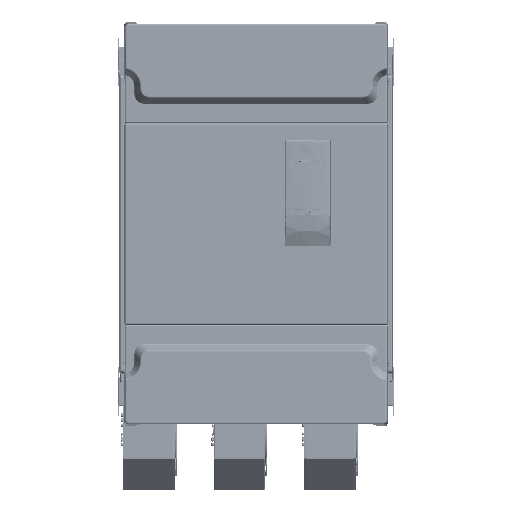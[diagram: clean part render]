
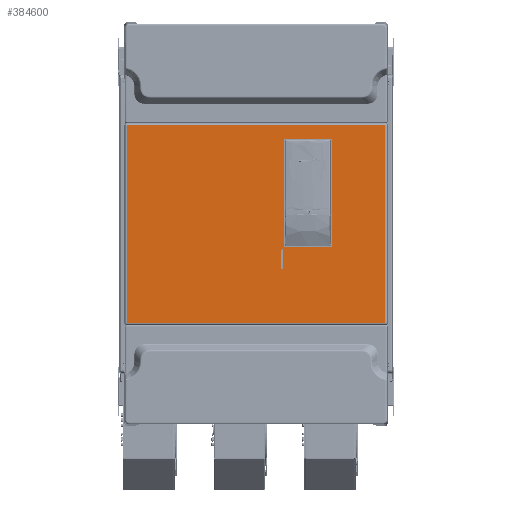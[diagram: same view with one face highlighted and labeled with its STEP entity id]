
A CAD part, top view. The second image highlights one B-rep face of the part: STEP entity #384600.
In plain terms, the highlighted planar face has unit normal (0, 0, 1).
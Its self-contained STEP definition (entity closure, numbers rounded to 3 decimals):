
#371136=DIRECTION('',(1.,0.,0.));
#371137=VECTOR('',#371136,667.471);
#371138=CARTESIAN_POINT('',(-57.527,-254.933,
414.492));
#371139=LINE('',#371138,#371137);
#371150=CARTESIAN_POINT('',(469.308,218.567,
414.492));
#371151=DIRECTION('',(0.,0.,1.));
#371152=DIRECTION('',(1.,0.,0.));
#371153=AXIS2_PLACEMENT_3D('',#371150,#371151,#371152);
#371158=CARTESIAN_POINT('',(349.308,218.567,
414.492));
#371159=DIRECTION('',(0.,0.,1.));
#371160=DIRECTION('',(0.,1.,0.));
#371161=AXIS2_PLACEMENT_3D('',#371158,#371159,#371160);
#371166=CARTESIAN_POINT('',(349.308,-57.433,
414.492));
#371167=DIRECTION('',(0.,0.,1.));
#371168=DIRECTION('',(-1.,0.,0.));
#371169=AXIS2_PLACEMENT_3D('',#371166,#371167,#371168);
#371174=CARTESIAN_POINT('',(469.308,-57.433,
414.492));
#371175=DIRECTION('',(0.,0.,1.));
#371176=DIRECTION('',(0.,-1.,0.));
#371177=AXIS2_PLACEMENT_3D('',#371174,#371175,#371176);
#371182=CARTESIAN_POINT('',(343.842,-114.233,
414.492));
#371183=DIRECTION('',(0.,0.,1.));
#371184=DIRECTION('',(-1.,0.,0.));
#371185=AXIS2_PLACEMENT_3D('',#371182,#371183,#371184);
#371190=CARTESIAN_POINT('',(343.842,-66.233,
414.492));
#371191=DIRECTION('',(0.,0.,1.));
#371192=DIRECTION('',(1.,0.,0.));
#371193=AXIS2_PLACEMENT_3D('',#371190,#371191,#371192);
#371198=DIRECTION('',(-1.,0.,0.));
#371199=VECTOR('',#371198,667.471);
#371200=CARTESIAN_POINT('',(609.944,255.067,
414.492));
#371201=LINE('',#371200,#371199);
#371236=DIRECTION('',(0.,-1.,0.));
#371237=VECTOR('',#371236,510.);
#371238=CARTESIAN_POINT('',(-57.527,255.067,
414.492));
#371239=LINE('',#371238,#371237);
#371298=DIRECTION('',(0.,1.,0.));
#371299=VECTOR('',#371298,510.);
#371300=CARTESIAN_POINT('',(609.944,-254.933,
414.492));
#371301=LINE('',#371300,#371299);
#373588=DIRECTION('',(0.,-1.,0.));
#373589=VECTOR('',#373588,276.);
#373590=CARTESIAN_POINT('',(471.308,218.567,
414.492));
#373591=LINE('',#373590,#373589);
#373616=DIRECTION('',(-1.,0.,0.));
#373617=VECTOR('',#373616,120.);
#373618=CARTESIAN_POINT('',(469.308,-59.433,
414.492));
#373619=LINE('',#373618,#373617);
#373644=DIRECTION('',(0.,1.,0.));
#373645=VECTOR('',#373644,276.);
#373646=CARTESIAN_POINT('',(347.308,-57.433,
414.492));
#373647=LINE('',#373646,#373645);
#373672=DIRECTION('',(1.,0.,0.));
#373673=VECTOR('',#373672,120.);
#373674=CARTESIAN_POINT('',(349.308,220.567,
414.492));
#373675=LINE('',#373674,#373673);
#373686=DIRECTION('',(0.,1.,0.));
#373687=VECTOR('',#373686,48.);
#373688=CARTESIAN_POINT('',(341.842,-114.233,
414.492));
#373689=LINE('',#373688,#373687);
#373714=DIRECTION('',(0.,-1.,0.));
#373715=VECTOR('',#373714,48.);
#373716=CARTESIAN_POINT('',(345.842,-66.233,
414.492));
#373717=LINE('',#373716,#373715);
#377746=CARTESIAN_POINT('',(-57.527,-254.933,
414.492));
#377747=CARTESIAN_POINT('',(609.944,-254.933,
414.492));
#377748=VERTEX_POINT('',#377746);
#377749=VERTEX_POINT('',#377747);
#377750=CARTESIAN_POINT('',(609.944,255.067,
414.492));
#377751=CARTESIAN_POINT('',(-57.527,255.067,
414.492));
#377752=VERTEX_POINT('',#377750);
#377753=VERTEX_POINT('',#377751);
#377754=CARTESIAN_POINT('',(471.308,218.567,
414.492));
#377755=CARTESIAN_POINT('',(469.308,220.567,
414.492));
#377756=VERTEX_POINT('',#377754);
#377757=VERTEX_POINT('',#377755);
#377758=CARTESIAN_POINT('',(349.308,220.567,
414.492));
#377759=VERTEX_POINT('',#377758);
#377760=CARTESIAN_POINT('',(347.308,218.567,
414.492));
#377761=VERTEX_POINT('',#377760);
#377762=CARTESIAN_POINT('',(347.308,-57.433,
414.492));
#377763=VERTEX_POINT('',#377762);
#377764=CARTESIAN_POINT('',(349.308,-59.433,
414.492));
#377765=VERTEX_POINT('',#377764);
#377766=CARTESIAN_POINT('',(469.308,-59.433,
414.492));
#377767=VERTEX_POINT('',#377766);
#377768=CARTESIAN_POINT('',(471.308,-57.433,
414.492));
#377769=VERTEX_POINT('',#377768);
#377770=CARTESIAN_POINT('',(341.842,-114.233,
414.492));
#377771=CARTESIAN_POINT('',(341.842,-66.233,
414.492));
#377772=VERTEX_POINT('',#377770);
#377773=VERTEX_POINT('',#377771);
#377774=CARTESIAN_POINT('',(345.842,-114.233,
414.492));
#377775=VERTEX_POINT('',#377774);
#377776=CARTESIAN_POINT('',(345.842,-66.233,
414.492));
#377777=VERTEX_POINT('',#377776);
#384558=CARTESIAN_POINT('',(-97.792,-285.933,
414.492));
#384559=DIRECTION('',(0.,0.,1.));
#384560=DIRECTION('',(1.,0.,0.));
#384561=AXIS2_PLACEMENT_3D('',#384558,#384559,#384560);
#384562=PLANE('',#384561);
#384564=ORIENTED_EDGE('',*,*,#384563,.F.);
#384566=ORIENTED_EDGE('',*,*,#384565,.F.);
#384567=ORIENTED_EDGE('',*,*,#384541,.F.);
#384569=ORIENTED_EDGE('',*,*,#384568,.F.);
#384570=EDGE_LOOP('',(#384564,#384566,#384567,#384569));
#384571=FACE_OUTER_BOUND('',#384570,.F.);
#384573=ORIENTED_EDGE('',*,*,#384572,.T.);
#384575=ORIENTED_EDGE('',*,*,#384574,.F.);
#384577=ORIENTED_EDGE('',*,*,#384576,.T.);
#384579=ORIENTED_EDGE('',*,*,#384578,.F.);
#384581=ORIENTED_EDGE('',*,*,#384580,.T.);
#384583=ORIENTED_EDGE('',*,*,#384582,.F.);
#384585=ORIENTED_EDGE('',*,*,#384584,.T.);
#384587=ORIENTED_EDGE('',*,*,#384586,.F.);
#384588=EDGE_LOOP('',(#384573,#384575,#384577,#384579,#384581,#384583,#384585,
#384587));
#384589=FACE_BOUND('',#384588,.F.);
#384591=ORIENTED_EDGE('',*,*,#384590,.F.);
#384593=ORIENTED_EDGE('',*,*,#384592,.T.);
#384595=ORIENTED_EDGE('',*,*,#384594,.F.);
#384597=ORIENTED_EDGE('',*,*,#384596,.T.);
#384598=EDGE_LOOP('',(#384591,#384593,#384595,#384597));
#384599=FACE_BOUND('',#384598,.F.);
#384600=ADVANCED_FACE('',(#384571,#384589,#384599),#384562,.T.);
#371154=CIRCLE('',#371153,2.);
#371162=CIRCLE('',#371161,2.);
#371170=CIRCLE('',#371169,2.);
#371178=CIRCLE('',#371177,2.);
#371186=CIRCLE('',#371185,2.);
#371194=CIRCLE('',#371193,2.);
#384541=EDGE_CURVE('',#377748,#377749,#371139,.T.);
#384563=EDGE_CURVE('',#377752,#377753,#371201,.T.);
#384565=EDGE_CURVE('',#377749,#377752,#371301,.T.);
#384568=EDGE_CURVE('',#377753,#377748,#371239,.T.);
#384572=EDGE_CURVE('',#377756,#377757,#371154,.T.);
#384574=EDGE_CURVE('',#377759,#377757,#373675,.T.);
#384576=EDGE_CURVE('',#377759,#377761,#371162,.T.);
#384578=EDGE_CURVE('',#377763,#377761,#373647,.T.);
#384580=EDGE_CURVE('',#377763,#377765,#371170,.T.);
#384582=EDGE_CURVE('',#377767,#377765,#373619,.T.);
#384584=EDGE_CURVE('',#377767,#377769,#371178,.T.);
#384586=EDGE_CURVE('',#377756,#377769,#373591,.T.);
#384590=EDGE_CURVE('',#377772,#377773,#373689,.T.);
#384592=EDGE_CURVE('',#377772,#377775,#371186,.T.);
#384594=EDGE_CURVE('',#377777,#377775,#373717,.T.);
#384596=EDGE_CURVE('',#377777,#377773,#371194,.T.);
